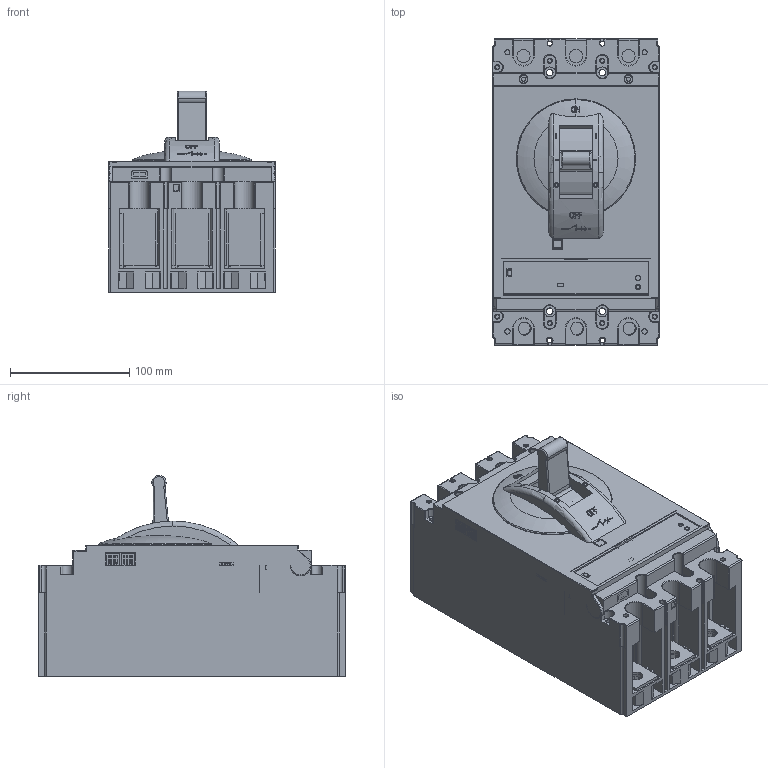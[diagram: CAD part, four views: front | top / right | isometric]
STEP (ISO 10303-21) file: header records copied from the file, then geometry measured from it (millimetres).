
FILE_DESCRIPTION (( 'STEP AP203' ), '1' );
FILE_NAME ('Ñáîðêà885.STEP', '2023-11-13T14:05:28', ( '' ), ( '' ), 'SwSTEP 2.0', 'SolidWorks 2022', '' );
FILE_SCHEMA (( 'CONFIG_CONTROL_DESIGN' ));
Length unit declared in the file: millimetre
Products named in the file (5): AR-MCCB-3H-085-0250A-ELSC ARMAT Авт. выкл. лит. корпус 3P H 85кА 250А эл. станд. IEK; CM5Z-400 三极.sldasm-Part-1.STEP; Сборка885; CM5Z-400 三极.sldasm-Part-2.STEP; AR-MCCB-3H-085-0250A-ELSC ARMAT Авт. выкл. лит. корпус 3P H 85кА 250А эл. станд. IEK.STEP
Assembly tree (4 placements, depth 4):
  Сборка885
    AR-MCCB-3H-085-0250A-ELSC ARMAT Авт. выкл. лит. корпус 3P H 85кА 250А эл. станд. IEK
      AR-MCCB-3H-085-0250A-ELSC ARMAT Авт. выкл. лит. корпус 3P H 85кА 250А эл. станд. IEK.STEP
        CM5Z-400 三极.sldasm-Part-1.STEP
        CM5Z-400 三极.sldasm-Part-2.STEP
Bounding box: 140 x 257 x 168.7 mm (x, y, z)
Volume: 3217855.2 mm3; surface area: 382869.3 mm2
Topology: 2 solids, 84 shells, 3941 faces, 10450 edges, 6750 vertices
Faces by surface type: plane 2462, cylinder 1124, torus 172, cone 66, bspline 63, sphere 54
Entity records: 126085 total; most frequent: CARTESIAN_POINT 26557, ORIENTED_EDGE 20796, DIRECTION 20430, EDGE_CURVE 10398, VECTOR 7176, LINE 7176, VERTEX_POINT 6742, AXIS2_PLACEMENT_3D 6627
